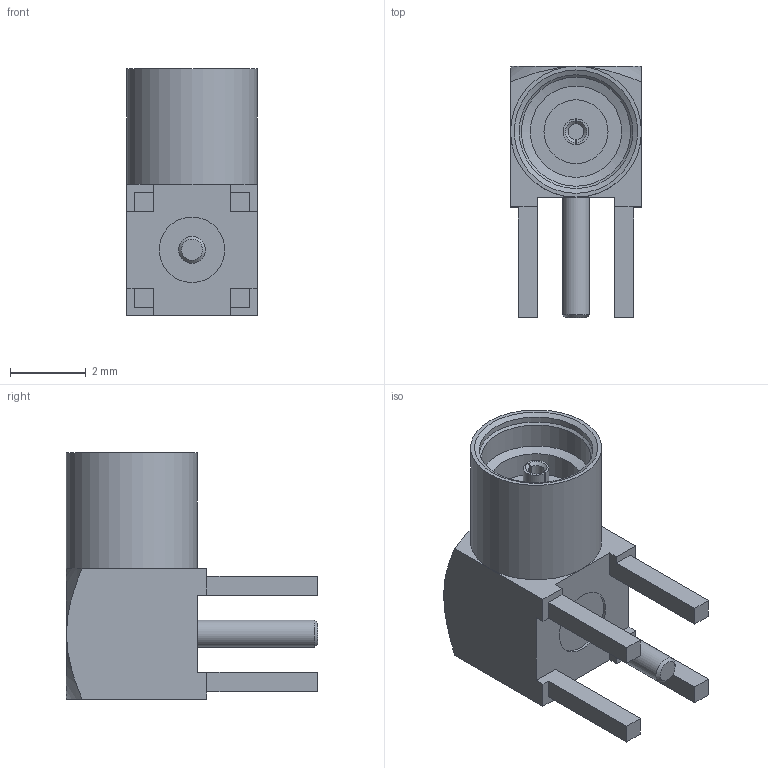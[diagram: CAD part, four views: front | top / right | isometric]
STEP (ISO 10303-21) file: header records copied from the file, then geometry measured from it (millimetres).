
FILE_DESCRIPTION (( 'STEP AP203' ), '1' );
FILE_NAME ('FMCN44280_3D.step', '2022-12-09T16:21:14', ( '' ), ( '' ), 'SwSTEP 2.0', 'SolidWorks 2021', '' );
FILE_SCHEMA (( 'CONFIG_CONTROL_DESIGN' ));
Length unit declared in the file: inch
Products named in the file (1): FMCN44280_3D
Bounding box: 3.45 x 6.63 x 6.5 mm (x, y, z)
Volume: 63.9 mm3; surface area: 156 mm2
Topology: 1 solids, 1 shells, 66 faces, 162 edges, 103 vertices
Faces by surface type: plane 47, cone 10, cylinder 9
Full cylindrical faces by diameter (mm): 0.419 x1, 0.673 x1, 0.711 x1, 1.689 x1, 1.727 x1, 2.41 x1, 2.88 x1, 3 x1, 3.454 x1
Entity records: 2032 total; most frequent: CARTESIAN_POINT 461, DIRECTION 303, ORIENTED_EDGE 292, EDGE_CURVE 146, AXIS2_PLACEMENT_3D 102, VERTEX_POINT 100, LINE 99, VECTOR 99
